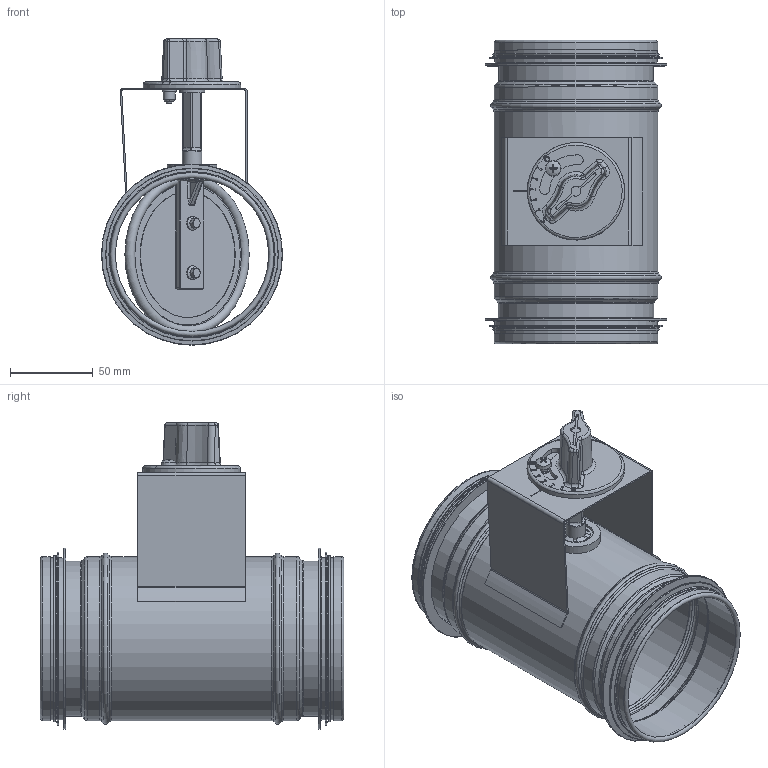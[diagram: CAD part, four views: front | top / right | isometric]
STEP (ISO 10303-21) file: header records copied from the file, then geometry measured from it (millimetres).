
FILE_DESCRIPTION((''),'2;1');
FILE_NAME('HISC-100.stp','2014-02-20T07:55:51',(''),(''),'Autodesk Inventor 2013','Autodesk Inventor 2013','');
FILE_SCHEMA(('AUTOMOTIVE_DESIGN { 1 2 10303 214 0 1 1 1 }'));
Length unit declared in the file: millimetre
Products named in the file (13): HISC-100; HISochHISC_Rör-03; 999003; Spjällhylla_HISC-HIS-100; Spjällvred; SpjällaxelKort; SFS-ISO 7049 - F-H ST4,8 x 13 - F - H; BlindnitmutterM5; Cellgummi; Starlock; G-list-100; 116003; Borrskruv_4,2x13
Assembly tree (14 placements, depth 2):
  HISC-100
    HISochHISC_Rör-03
    999003  x2
    Spjällhylla_HISC-HIS-100
    Spjällvred
    SpjällaxelKort
    SFS-ISO 7049 - F-H ST4,8 x 13 - F - H
    BlindnitmutterM5
    Cellgummi
    Starlock
    G-list-100
    116003
    Borrskruv_4,2x13  x2
Bounding box: 109.45 x 183.5 x 185.15 mm (x, y, z)
Volume: 106935.7 mm3; surface area: 233862.8 mm2
Topology: 16 solids, 17 shells, 789 faces, 1792 edges, 1040 vertices
Faces by surface type: cylinder 231, plane 227, cone 182, bspline 74, torus 57, sphere 18
Full cylindrical faces by diameter (mm): 4 x2, 4.8 x1, 6 x1, 10 x1, 11.7 x1, 12 x1, 15.2 x1, 16 x1, 21 x1, 30 x1, 76.191 x2, 85 x1, 88 x1, 92.65 x1, 92.81 x1, 93.65 x1, 93.81 x1, 95.45 x2, 98.05 x11, 99.05 x5, 104.45 x2, 109.45 x2
Entity records: 21436 total; most frequent: CARTESIAN_POINT 6309, DIRECTION 3004, ORIENTED_EDGE 2926, EDGE_CURVE 1463, AXIS2_PLACEMENT_3D 1172, VERTEX_POINT 915, EDGE_LOOP 810, FACE_OUTER_BOUND 680
